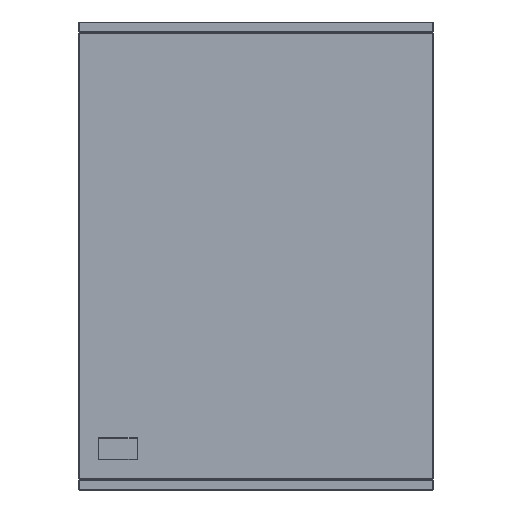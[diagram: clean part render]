
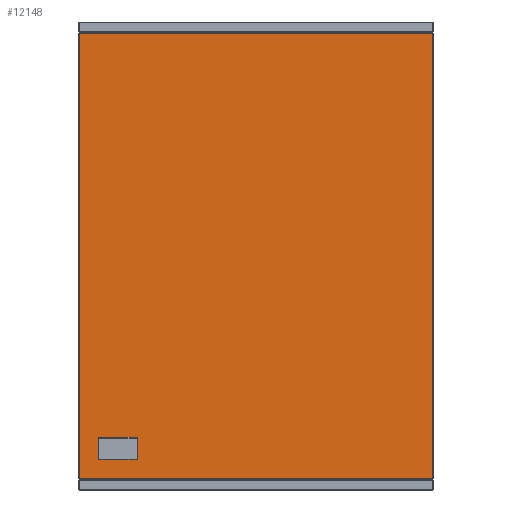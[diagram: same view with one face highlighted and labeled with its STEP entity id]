
A CAD part, left-side view. The second image highlights one B-rep face of the part: STEP entity #12148.
In plain terms, the highlighted planar face has unit normal (-1, 0, 0).
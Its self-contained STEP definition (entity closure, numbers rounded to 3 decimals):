
#11787=CARTESIAN_POINT('',(-377.013,3280.3,8.707));
#11788=VERTEX_POINT('',#11787);
#11789=CARTESIAN_POINT('',(-377.013,3280.3,347.293));
#11790=VERTEX_POINT('',#11789);
#11791=CARTESIAN_POINT('',(-377.013,3280.3,8.707));
#11792=DIRECTION('',(0.0,0.0,1.0));
#11793=VECTOR('',#11792,338.586);
#11794=LINE('',#11791,#11793);
#11795=EDGE_CURVE('',#11788,#11790,#11794,.T.);
#11837=CARTESIAN_POINT('',(-377.013,3011.507,347.5));
#11838=VERTEX_POINT('',#11837);
#11845=CARTESIAN_POINT('',(-377.013,3011.3,347.293));
#11846=VERTEX_POINT('',#11845);
#11847=CARTESIAN_POINT('',(-377.013,3011.507,347.5));
#11848=DIRECTION('',(0.0,-0.707,-0.707));
#11849=VECTOR('',#11848,0.293);
#11850=LINE('',#11847,#11849);
#11851=EDGE_CURVE('',#11838,#11846,#11850,.T.);
#11867=CARTESIAN_POINT('',(-377.013,3280.093,347.5));
#11868=VERTEX_POINT('',#11867);
#11869=CARTESIAN_POINT('',(-377.013,3280.093,347.5));
#11870=DIRECTION('',(0.0,-1.0,0.0));
#11871=VECTOR('',#11870,268.586);
#11872=LINE('',#11869,#11871);
#11873=EDGE_CURVE('',#11868,#11838,#11872,.T.);
#11907=CARTESIAN_POINT('',(-377.013,3011.3,8.707));
#11908=VERTEX_POINT('',#11907);
#11909=CARTESIAN_POINT('',(-377.013,3011.3,347.293));
#11910=DIRECTION('',(0.0,0.0,-1.0));
#11911=VECTOR('',#11910,338.586);
#11912=LINE('',#11909,#11911);
#11913=EDGE_CURVE('',#11846,#11908,#11912,.T.);
#11929=CARTESIAN_POINT('',(-377.013,3280.3,347.293));
#11930=DIRECTION('',(0.0,-0.707,0.707));
#11931=VECTOR('',#11930,0.293);
#11932=LINE('',#11929,#11931);
#11933=EDGE_CURVE('',#11790,#11868,#11932,.T.);
#11960=CARTESIAN_POINT('',(-377.013,3011.507,8.5));
#11961=VERTEX_POINT('',#11960);
#11962=CARTESIAN_POINT('',(-377.013,3011.3,8.707));
#11963=DIRECTION('',(0.0,0.707,-0.707));
#11964=VECTOR('',#11963,0.293);
#11965=LINE('',#11962,#11964);
#11966=EDGE_CURVE('',#11908,#11961,#11965,.T.);
#11991=CARTESIAN_POINT('',(-377.013,3280.093,8.5));
#11992=VERTEX_POINT('',#11991);
#11993=CARTESIAN_POINT('',(-377.013,3011.507,8.5));
#11994=DIRECTION('',(0.0,1.0,0.0));
#11995=VECTOR('',#11994,268.586);
#11996=LINE('',#11993,#11995);
#11997=EDGE_CURVE('',#11961,#11992,#11996,.T.);
#12020=CARTESIAN_POINT('',(-377.013,3280.093,8.5));
#12021=DIRECTION('',(0.0,0.707,0.707));
#12022=VECTOR('',#12021,0.293);
#12023=LINE('',#12020,#12022);
#12024=EDGE_CURVE('',#11992,#11788,#12023,.T.);
#12133=CARTESIAN_POINT('',(-377.013,3280.8,8.));
#12134=DIRECTION('',(-1.0,0.0,0.0));
#12135=DIRECTION('',(0.0,-1.0,0.0));
#12136=AXIS2_PLACEMENT_3D('',#12133,#12134,#12135);
#12137=PLANE('',#12136);
#12138=ORIENTED_EDGE('',*,*,#11851,.F.);
#12139=ORIENTED_EDGE('',*,*,#11873,.F.);
#12140=ORIENTED_EDGE('',*,*,#11933,.F.);
#12141=ORIENTED_EDGE('',*,*,#11795,.F.);
#12142=ORIENTED_EDGE('',*,*,#12024,.F.);
#12143=ORIENTED_EDGE('',*,*,#11997,.F.);
#12144=ORIENTED_EDGE('',*,*,#11966,.F.);
#12145=ORIENTED_EDGE('',*,*,#11913,.F.);
#12146=EDGE_LOOP('',(#12138,#12139,#12140,#12141,#12142,#12143,#12144,#12145));
#12147=FACE_OUTER_BOUND('',#12146,.T.);
#12148=ADVANCED_FACE('',(#12147),#12137,.T.);
